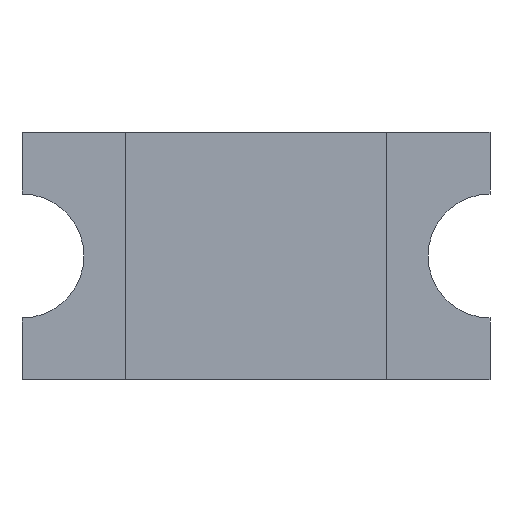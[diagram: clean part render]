
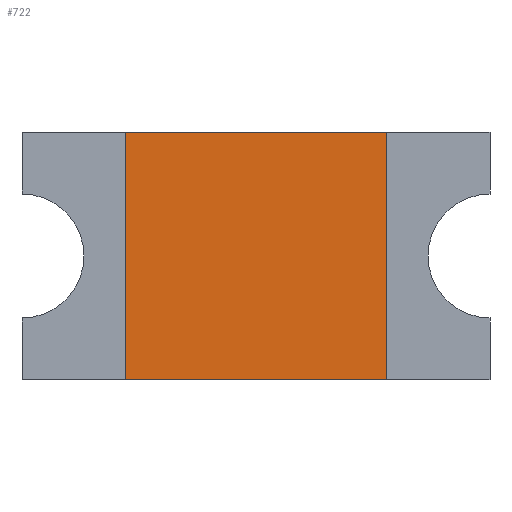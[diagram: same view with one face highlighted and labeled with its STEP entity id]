
A CAD part, front view. The second image highlights one B-rep face of the part: STEP entity #722.
In plain terms, the highlighted planar face has unit normal (0, -1, 0).
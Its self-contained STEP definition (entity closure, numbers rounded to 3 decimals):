
#37 = EDGE_CURVE ( 'NONE', #565, #59, #704, .T. ) ;
#41 = ORIENTED_EDGE ( 'NONE', *, *, #238, .F. ) ;
#59 = VERTEX_POINT ( 'NONE', #158 ) ;
#83 = CARTESIAN_POINT ( 'NONE',  ( 0.95, -0.49, 0.9 ) ) ;
#91 = CARTESIAN_POINT ( 'NONE',  ( 0.95, -0.49, -0.9 ) ) ;
#113 = VECTOR ( 'NONE', #298, 1000. ) ;
#158 = CARTESIAN_POINT ( 'NONE',  ( -0.95, -0.49, -0.9 ) ) ;
#191 = VECTOR ( 'NONE', #646, 1000. ) ;
#213 = EDGE_CURVE ( 'NONE', #679, #565, #572, .T. ) ;
#218 = CARTESIAN_POINT ( 'NONE',  ( 0.95, -0.49, 0.9 ) ) ;
#238 = EDGE_CURVE ( 'NONE', #59, #421, #690, .T. ) ;
#271 = DIRECTION ( 'NONE',  ( 0., 1., 0. ) ) ;
#298 = DIRECTION ( 'NONE',  ( 1., 0., 0. ) ) ;
#327 = DIRECTION ( 'NONE',  ( 0., 0., -1. ) ) ;
#352 = CARTESIAN_POINT ( 'NONE',  ( -0.95, -0.49, 0.9 ) ) ;
#421 = VERTEX_POINT ( 'NONE', #667 ) ;
#427 = DIRECTION ( 'NONE',  ( 0., 0., -1. ) ) ;
#430 = CARTESIAN_POINT ( 'NONE',  ( -0.95, -0.49, -0.9 ) ) ;
#471 = EDGE_LOOP ( 'NONE', ( #548, #674, #41, #512 ) ) ;
#498 = PLANE ( 'NONE',  #688 ) ;
#512 = ORIENTED_EDGE ( 'NONE', *, *, #37, .F. ) ;
#521 = EDGE_CURVE ( 'NONE', #421, #679, #635, .T. ) ;
#532 = VECTOR ( 'NONE', #427, 1000. ) ;
#548 = ORIENTED_EDGE ( 'NONE', *, *, #213, .F. ) ;
#565 = VERTEX_POINT ( 'NONE', #91 ) ;
#572 = LINE ( 'NONE', #83, #532 ) ;
#576 = VECTOR ( 'NONE', #709, 1000. ) ;
#606 = CARTESIAN_POINT ( 'NONE',  ( 0., -0.49, 0. ) ) ;
#612 = FACE_OUTER_BOUND ( 'NONE', #471, .T. ) ;
#635 = LINE ( 'NONE', #352, #113 ) ;
#646 = DIRECTION ( 'NONE',  ( 0., 0., 1. ) ) ;
#667 = CARTESIAN_POINT ( 'NONE',  ( -0.95, -0.49, 0.9 ) ) ;
#674 = ORIENTED_EDGE ( 'NONE', *, *, #521, .F. ) ;
#679 = VERTEX_POINT ( 'NONE', #218 ) ;
#688 = AXIS2_PLACEMENT_3D ( 'NONE', #606, #271, #327 ) ;
#690 = LINE ( 'NONE', #698, #191 ) ;
#698 = CARTESIAN_POINT ( 'NONE',  ( -0.95, -0.49, 0.9 ) ) ;
#704 = LINE ( 'NONE', #430, #576 ) ;
#709 = DIRECTION ( 'NONE',  ( -1., 0., 0. ) ) ;
#722 = ADVANCED_FACE ( 'NONE', ( #612 ), #498, .F. ) ;
